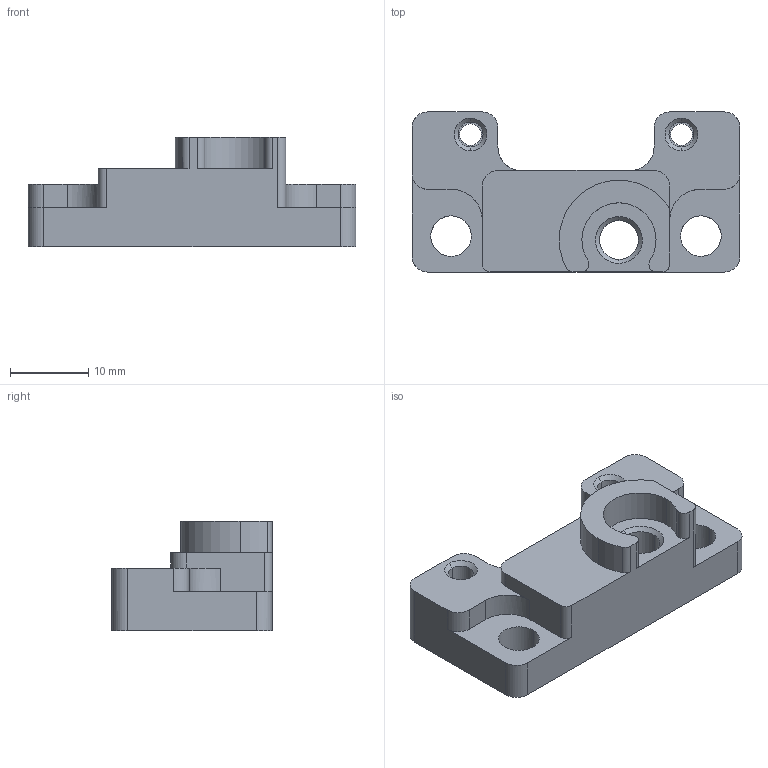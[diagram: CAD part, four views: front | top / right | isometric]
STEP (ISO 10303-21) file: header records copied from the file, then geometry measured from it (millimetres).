
FILE_DESCRIPTION(('CATIA V5 STEP Exchange','CAx-IF Rec.Pracs.--- Model Styling and Organization---1.4--- 2014-01-23'),'2;1');
FILE_NAME ('1201216-4_1', '2020-03-04T09:15:03+00:00', ('none'), ('Weidmueller'), 'CATIA Version 5-6 Release 2016 SP3 HF44', 'CATIA V5 STEP AP214', 'none');
FILE_SCHEMA(('AUTOMOTIVE_DESIGN { 1 0 10303 214 1 1 1 1 }'));
Length unit declared in the file: millimetre
Products named in the file (1): 2716790000
Bounding box: 42 x 20.5 x 14 mm (x, y, z)
Volume: 5472.8 mm3; surface area: 3173.5 mm2
Topology: 1 solids, 1 shells, 72 faces, 200 edges, 133 vertices
Faces by surface type: cylinder 43, plane 23, cone 6
Entity records: 2718 total; most frequent: CARTESIAN_POINT 897, ORIENTED_EDGE 400, DIRECTION 309, EDGE_CURVE 200, AXIS2_PLACEMENT_3D 136, VERTEX_POINT 133, VECTOR 103, LINE 103
